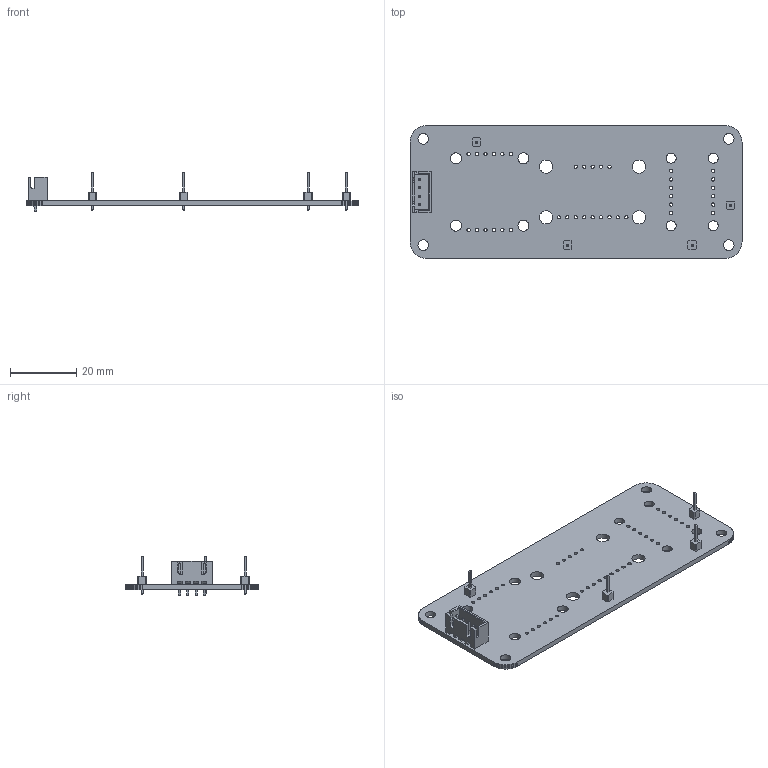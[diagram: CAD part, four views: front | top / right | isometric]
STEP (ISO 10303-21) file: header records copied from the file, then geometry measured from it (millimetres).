
FILE_DESCRIPTION(('KiCad electronic assembly'),'2;1');
FILE_NAME('imu-benchmark.step','2023-10-30T13:07:04',('Pcbnew'),('Kicad' ),'Open CASCADE STEP processor 7.5','KiCad to STEP converter', 'Unknown');
FILE_SCHEMA(('AUTOMOTIVE_DESIGN { 1 0 10303 214 1 1 1 1 }'));
Length unit declared in the file: millimetre
Products named in the file (6): imu-benchmark 1; PinHeader_1x01_P2.54mm_Vertical; SOLID; JST_XH_B4B-XH-A_1x04_P2.50mm_Vertical; imu-benchmark PCB
Assembly tree (8 placements, depth 3):
  imu-benchmark 1
    PinHeader_1x01_P2.54mm_Vertical  x4
      SOLID
    JST_XH_B4B-XH-A_1x04_P2.50mm_Vertical
      SOLID
    imu-benchmark PCB
Bounding box: 100 x 40 x 11.94 mm (x, y, z)
Volume: 6325.4 mm3; surface area: 9393.4 mm2
Topology: 6 solids, 6 shells, 393 faces, 1037 edges, 672 vertices
Faces by surface type: plane 327, cylinder 66
Full cylindrical faces by diameter (mm): 0.95 x4, 1 x4, 1.016 x38, 3 x4, 3.2 x4, 3.302 x4, 4 x4
Entity records: 22598 total; most frequent: CARTESIAN_POINT 4161, DIRECTION 3177, LINE 2271, VECTOR 2271, ORIENTED_EDGE 1690, PCURVE 1690, DEFINITIONAL_REPRESENTATION 1690, EDGE_CURVE 845
